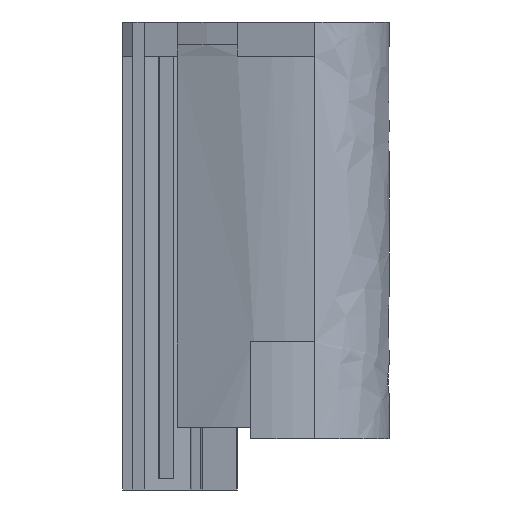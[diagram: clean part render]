
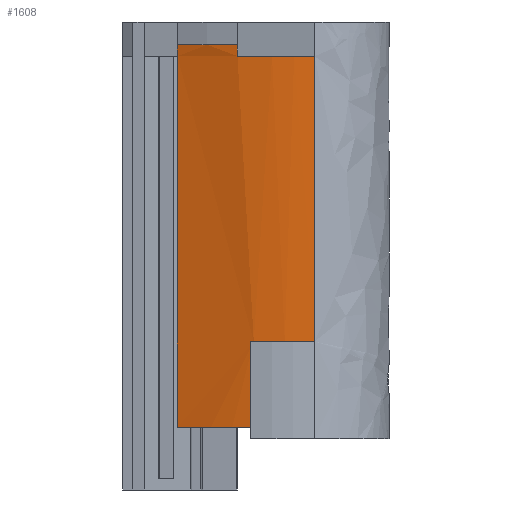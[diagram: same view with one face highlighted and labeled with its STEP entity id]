
A CAD part, left-side view. The second image highlights one B-rep face of the part: STEP entity #1608.
In plain terms, the highlighted free-form (B-spline) face has degree [2, 1] with [3, 2] control points.
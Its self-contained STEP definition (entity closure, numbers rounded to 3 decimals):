
#9 = VERTEX_POINT ( 'NONE', #667 ) ;
#63 = CARTESIAN_POINT ( 'NONE',  ( -121.864, 31.574, -72.289 ) ) ;
#122 = B_SPLINE_SURFACE_WITH_KNOTS ( 'NONE', 2, 1, ( 
 ( #141, #2438 ),
 ( #628, #1403 ),
 ( #2988, #1696 ) ),
 .UNSPECIFIED., .F., .F., .F.,
 ( 3, 3 ),
 ( 2, 2 ),
 ( 0., 1. ),
 ( 0., 1. ),
 .UNSPECIFIED. ) ;
#141 = CARTESIAN_POINT ( 'NONE',  ( -127.602, 7.212, -87.289 ) ) ;
#188 = EDGE_CURVE ( 'NONE', #1003, #492, #353, .T. ) ;
#295 = LINE ( 'NONE', #63, #2320 ) ;
#296 = CARTESIAN_POINT ( 'NONE',  ( -127.602, 7.212, -72.289 ) ) ;
#353 = LINE ( 'NONE', #2929, #3025 ) ;
#410 = DIRECTION ( 'NONE',  ( 0., 0., -1. ) ) ;
#413 = LINE ( 'NONE', #1031, #1430 ) ;
#438 = DIRECTION ( 'NONE',  ( 0., 0., 1. ) ) ;
#461 = VECTOR ( 'NONE', #410, 1000. ) ;
#492 = VERTEX_POINT ( 'NONE', #2549 ) ;
#548 = CARTESIAN_POINT ( 'NONE',  ( -127.587, 12.812, -72.289 ) ) ;
#575 = CARTESIAN_POINT ( 'NONE',  ( -127.602, 7.212, -22.289 ) ) ;
#579 = ORIENTED_EDGE ( 'NONE', *, *, #2814, .F. ) ;
#628 = CARTESIAN_POINT ( 'NONE',  ( -127.568, 19.964, -87.289 ) ) ;
#630 = EDGE_CURVE ( 'NONE', #3315, #1003, #1896, .T. ) ;
#667 = CARTESIAN_POINT ( 'NONE',  ( -125.81, 21.043, -20.289 ) ) ;
#694 = CARTESIAN_POINT ( 'NONE',  ( -121.864, 31.574, -20.289 ) ) ;
#739 = VECTOR ( 'NONE', #438, 1000. ) ;
#749 = CARTESIAN_POINT ( 'NONE',  ( -121.864, 31.574, -22.289 ) ) ;
#760 = ORIENTED_EDGE ( 'NONE', *, *, #2368, .T. ) ;
#770 = EDGE_LOOP ( 'NONE', ( #1931, #2398, #760, #1986, #3076, #2692, #579, #1220, #3256 ) ) ;
#806 = B_SPLINE_CURVE_WITH_KNOTS ( 'NONE', 2,
 ( #998, #1282, #3085 ),
 .UNSPECIFIED., .F., .F.,
 ( 3, 3 ),
 ( 0., 0.561 ),
 .UNSPECIFIED. ) ;
#812 = CARTESIAN_POINT ( 'NONE',  ( -125.81, 21.043, -22.289 ) ) ;
#889 = EDGE_CURVE ( 'NONE', #2358, #1719, #806, .T. ) ;
#998 = CARTESIAN_POINT ( 'NONE',  ( -121.864, 31.574, -87.289 ) ) ;
#1003 = VERTEX_POINT ( 'NONE', #1271 ) ;
#1031 = CARTESIAN_POINT ( 'NONE',  ( -125.81, 21.043, -17.289 ) ) ;
#1089 = B_SPLINE_CURVE_WITH_KNOTS ( 'NONE', 2,
 ( #3009, #2173, #1656 ),
 .UNSPECIFIED., .F., .F.,
 ( 3, 3 ),
 ( 0., 0.444 ),
 .UNSPECIFIED. ) ;
#1220 = ORIENTED_EDGE ( 'NONE', *, *, #1300, .F. ) ;
#1242 = CARTESIAN_POINT ( 'NONE',  ( -126.479, 18.191, -72.289 ) ) ;
#1271 = CARTESIAN_POINT ( 'NONE',  ( -127.602, 7.212, -72.289 ) ) ;
#1282 = CARTESIAN_POINT ( 'NONE',  ( -125.063, 25.062, -87.289 ) ) ;
#1296 = B_SPLINE_CURVE_WITH_KNOTS ( 'NONE', 2,
 ( #812, #3175, #575 ),
 .UNSPECIFIED., .F., .F.,
 ( 3, 3 ),
 ( 0.444, 1. ),
 .UNSPECIFIED. ) ;
#1300 = EDGE_CURVE ( 'NONE', #3247, #9, #1089, .T. ) ;
#1403 = CARTESIAN_POINT ( 'NONE',  ( -127.568, 19.964, -20.289 ) ) ;
#1430 = VECTOR ( 'NONE', #3110, 1000. ) ;
#1449 = EDGE_CURVE ( 'NONE', #3247, #1803, #1919, .T. ) ;
#1459 = CARTESIAN_POINT ( 'NONE',  ( -126.479, 18.191, -87.289 ) ) ;
#1474 = LINE ( 'NONE', #1707, #739 ) ;
#1608 = ADVANCED_FACE ( 'NONE', ( #3128 ), #122, .T. ) ;
#1656 = CARTESIAN_POINT ( 'NONE',  ( -125.81, 21.043, -20.289 ) ) ;
#1696 = CARTESIAN_POINT ( 'NONE',  ( -121.864, 31.574, -20.289 ) ) ;
#1707 = CARTESIAN_POINT ( 'NONE',  ( -126.479, 18.191, -87.289 ) ) ;
#1719 = VERTEX_POINT ( 'NONE', #1459 ) ;
#1803 = VERTEX_POINT ( 'NONE', #749 ) ;
#1840 = CARTESIAN_POINT ( 'NONE',  ( -126.479, 18.191, -72.289 ) ) ;
#1896 = B_SPLINE_CURVE_WITH_KNOTS ( 'NONE', 2,
 ( #1840, #548, #296 ),
 .UNSPECIFIED., .F., .F.,
 ( 3, 3 ),
 ( 0.561, 1. ),
 .UNSPECIFIED. ) ;
#1919 = LINE ( 'NONE', #2248, #461 ) ;
#1931 = ORIENTED_EDGE ( 'NONE', *, *, #2496, .F. ) ;
#1986 = ORIENTED_EDGE ( 'NONE', *, *, #630, .T. ) ;
#2173 = CARTESIAN_POINT ( 'NONE',  ( -124.396, 26.421, -20.289 ) ) ;
#2248 = CARTESIAN_POINT ( 'NONE',  ( -121.864, 31.574, -17.289 ) ) ;
#2320 = VECTOR ( 'NONE', #3034, 1000. ) ;
#2358 = VERTEX_POINT ( 'NONE', #3045 ) ;
#2368 = EDGE_CURVE ( 'NONE', #1719, #3315, #1474, .T. ) ;
#2398 = ORIENTED_EDGE ( 'NONE', *, *, #889, .T. ) ;
#2438 = CARTESIAN_POINT ( 'NONE',  ( -127.602, 7.212, -20.289 ) ) ;
#2496 = EDGE_CURVE ( 'NONE', #2358, #1803, #295, .T. ) ;
#2549 = CARTESIAN_POINT ( 'NONE',  ( -127.602, 7.212, -22.289 ) ) ;
#2607 = CARTESIAN_POINT ( 'NONE',  ( -125.81, 21.043, -22.289 ) ) ;
#2684 = EDGE_CURVE ( 'NONE', #2913, #492, #1296, .T. ) ;
#2692 = ORIENTED_EDGE ( 'NONE', *, *, #2684, .F. ) ;
#2814 = EDGE_CURVE ( 'NONE', #9, #2913, #413, .T. ) ;
#2913 = VERTEX_POINT ( 'NONE', #2607 ) ;
#2916 = DIRECTION ( 'NONE',  ( 0., 0., 1. ) ) ;
#2929 = CARTESIAN_POINT ( 'NONE',  ( -127.602, 7.212, -72.289 ) ) ;
#2988 = CARTESIAN_POINT ( 'NONE',  ( -121.864, 31.574, -87.289 ) ) ;
#3009 = CARTESIAN_POINT ( 'NONE',  ( -121.864, 31.574, -20.289 ) ) ;
#3025 = VECTOR ( 'NONE', #2916, 1000. ) ;
#3034 = DIRECTION ( 'NONE',  ( 0., 0., 1. ) ) ;
#3045 = CARTESIAN_POINT ( 'NONE',  ( -121.864, 31.574, -87.289 ) ) ;
#3076 = ORIENTED_EDGE ( 'NONE', *, *, #188, .T. ) ;
#3085 = CARTESIAN_POINT ( 'NONE',  ( -126.479, 18.191, -87.289 ) ) ;
#3110 = DIRECTION ( 'NONE',  ( 0., 0., -1. ) ) ;
#3128 = FACE_OUTER_BOUND ( 'NONE', #770, .T. ) ;
#3175 = CARTESIAN_POINT ( 'NONE',  ( -127.583, 14.304, -22.289 ) ) ;
#3247 = VERTEX_POINT ( 'NONE', #694 ) ;
#3256 = ORIENTED_EDGE ( 'NONE', *, *, #1449, .T. ) ;
#3315 = VERTEX_POINT ( 'NONE', #1242 ) ;
